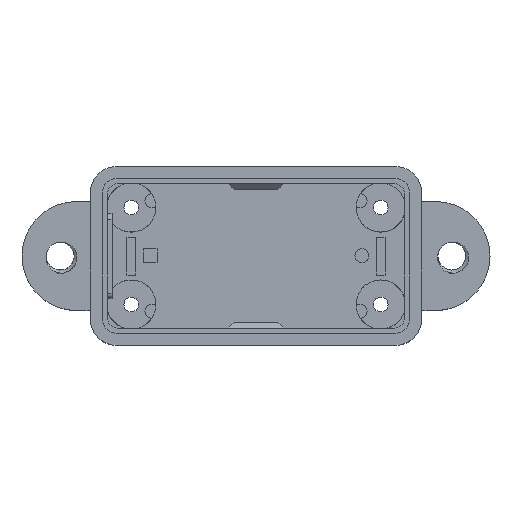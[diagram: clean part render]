
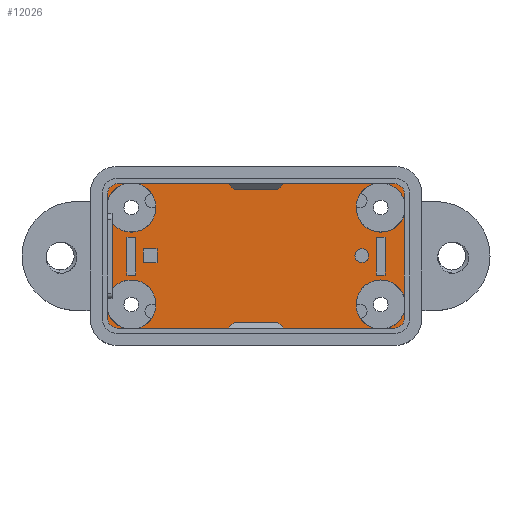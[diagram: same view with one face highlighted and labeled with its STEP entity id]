
A CAD part, top view. The second image highlights one B-rep face of the part: STEP entity #12026.
In plain terms, the highlighted planar face has unit normal (0, 0, 1).
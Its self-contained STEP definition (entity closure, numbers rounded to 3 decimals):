
#81=FACE_BOUND('',#1972,.T.);
#82=FACE_BOUND('',#1973,.T.);
#83=FACE_BOUND('',#1974,.T.);
#84=FACE_BOUND('',#1975,.T.);
#85=FACE_BOUND('',#1976,.T.);
#86=FACE_BOUND('',#1977,.T.);
#87=FACE_BOUND('',#1978,.T.);
#88=FACE_BOUND('',#1979,.T.);
#311=PLANE('',#12527);
#1277=FACE_OUTER_BOUND('',#1971,.T.);
#1971=EDGE_LOOP('',(#11234,#11235,#11236,#11237,#11238,#11239,#11240,#11241));
#1972=EDGE_LOOP('',(#11242,#11243,#11244,#11245));
#1973=EDGE_LOOP('',(#11246));
#1974=EDGE_LOOP('',(#11247,#11248,#11249,#11250));
#1975=EDGE_LOOP('',(#11251,#11252,#11253,#11254));
#1976=EDGE_LOOP('',(#11255));
#1977=EDGE_LOOP('',(#11256));
#1978=EDGE_LOOP('',(#11257));
#1979=EDGE_LOOP('',(#11258));
#2081=CIRCLE('',#12233,4.5);
#2083=CIRCLE('',#12247,1.25);
#2104=CIRCLE('',#12355,4.5);
#2114=CIRCLE('',#12377,4.5);
#2115=CIRCLE('',#12379,4.5);
#2156=CIRCLE('',#12528,2.5);
#2157=CIRCLE('',#12529,2.5);
#2158=CIRCLE('',#12530,2.5);
#2159=CIRCLE('',#12531,2.5);
#2876=LINE('',#17726,#3805);
#2910=LINE('',#18303,#3839);
#3052=LINE('',#18748,#3981);
#3055=LINE('',#18753,#3984);
#3057=LINE('',#18757,#3986);
#3059=LINE('',#18760,#3988);
#3061=LINE('',#18768,#3990);
#3065=LINE('',#18776,#3994);
#3068=LINE('',#18782,#3997);
#3071=LINE('',#18787,#4000);
#3073=LINE('',#18793,#4002);
#3077=LINE('',#18801,#4006);
#3080=LINE('',#18807,#4009);
#3083=LINE('',#18812,#4012);
#3783=LINE('',#26704,#4712);
#3784=LINE('',#26708,#4713);
#3805=VECTOR('',#12634,10.);
#3839=VECTOR('',#12716,10.);
#3981=VECTOR('',#13132,10.);
#3984=VECTOR('',#13137,10.);
#3986=VECTOR('',#13141,10.);
#3988=VECTOR('',#13145,10.);
#3990=VECTOR('',#13153,10.);
#3994=VECTOR('',#13159,10.);
#3997=VECTOR('',#13164,10.);
#4000=VECTOR('',#13169,10.);
#4002=VECTOR('',#13175,10.);
#4006=VECTOR('',#13181,10.);
#4009=VECTOR('',#13186,10.);
#4012=VECTOR('',#13191,10.);
#4712=VECTOR('',#14437,10.);
#4713=VECTOR('',#14442,10.);
#4776=VERTEX_POINT('',#17724);
#4777=VERTEX_POINT('',#17725);
#4895=VERTEX_POINT('',#18300);
#4896=VERTEX_POINT('',#18302);
#5029=VERTEX_POINT('',#18710);
#5041=VERTEX_POINT('',#18746);
#5042=VERTEX_POINT('',#18747);
#5043=VERTEX_POINT('',#18752);
#5044=VERTEX_POINT('',#18756);
#5045=VERTEX_POINT('',#18762);
#5046=VERTEX_POINT('',#18766);
#5047=VERTEX_POINT('',#18767);
#5050=VERTEX_POINT('',#18775);
#5052=VERTEX_POINT('',#18781);
#5054=VERTEX_POINT('',#18791);
#5055=VERTEX_POINT('',#18792);
#5058=VERTEX_POINT('',#18800);
#5060=VERTEX_POINT('',#18806);
#5458=VERTEX_POINT('',#22310);
#5471=VERTEX_POINT('',#22358);
#5472=VERTEX_POINT('',#22362);
#5902=VERTEX_POINT('',#26699);
#5903=VERTEX_POINT('',#26701);
#5904=VERTEX_POINT('',#26703);
#5905=VERTEX_POINT('',#26706);
#5987=EDGE_CURVE('',#4776,#4777,#2876,.T.);
#6115=EDGE_CURVE('',#4896,#4895,#2910,.T.);
#6312=EDGE_CURVE('',#5029,#5029,#2081,.T.);
#6327=EDGE_CURVE('',#5041,#5042,#3052,.T.);
#6330=EDGE_CURVE('',#5043,#5041,#3055,.T.);
#6332=EDGE_CURVE('',#5044,#5043,#3057,.T.);
#6334=EDGE_CURVE('',#5042,#5044,#3059,.T.);
#6335=EDGE_CURVE('',#5045,#5045,#2083,.T.);
#6337=EDGE_CURVE('',#5046,#5047,#3061,.T.);
#6341=EDGE_CURVE('',#5047,#5050,#3065,.T.);
#6344=EDGE_CURVE('',#5050,#5052,#3068,.T.);
#6347=EDGE_CURVE('',#5052,#5046,#3071,.T.);
#6349=EDGE_CURVE('',#5054,#5055,#3073,.T.);
#6353=EDGE_CURVE('',#5055,#5058,#3077,.T.);
#6356=EDGE_CURVE('',#5058,#5060,#3080,.T.);
#6359=EDGE_CURVE('',#5060,#5054,#3083,.T.);
#6954=EDGE_CURVE('',#5458,#5458,#2104,.T.);
#6977=EDGE_CURVE('',#5471,#5471,#2114,.T.);
#6979=EDGE_CURVE('',#5472,#5472,#2115,.T.);
#7695=EDGE_CURVE('',#5902,#4776,#2156,.T.);
#7696=EDGE_CURVE('',#4777,#5903,#2157,.T.);
#7697=EDGE_CURVE('',#5903,#5904,#3783,.T.);
#7698=EDGE_CURVE('',#5904,#4896,#2158,.T.);
#7699=EDGE_CURVE('',#4895,#5905,#2159,.T.);
#7700=EDGE_CURVE('',#5905,#5902,#3784,.T.);
#11234=ORIENTED_EDGE('',*,*,#7695,.T.);
#11235=ORIENTED_EDGE('',*,*,#5987,.T.);
#11236=ORIENTED_EDGE('',*,*,#7696,.T.);
#11237=ORIENTED_EDGE('',*,*,#7697,.T.);
#11238=ORIENTED_EDGE('',*,*,#7698,.T.);
#11239=ORIENTED_EDGE('',*,*,#6115,.T.);
#11240=ORIENTED_EDGE('',*,*,#7699,.T.);
#11241=ORIENTED_EDGE('',*,*,#7700,.T.);
#11242=ORIENTED_EDGE('',*,*,#6327,.T.);
#11243=ORIENTED_EDGE('',*,*,#6334,.T.);
#11244=ORIENTED_EDGE('',*,*,#6332,.T.);
#11245=ORIENTED_EDGE('',*,*,#6330,.T.);
#11246=ORIENTED_EDGE('',*,*,#6335,.T.);
#11247=ORIENTED_EDGE('',*,*,#6337,.T.);
#11248=ORIENTED_EDGE('',*,*,#6341,.T.);
#11249=ORIENTED_EDGE('',*,*,#6344,.T.);
#11250=ORIENTED_EDGE('',*,*,#6347,.T.);
#11251=ORIENTED_EDGE('',*,*,#6349,.T.);
#11252=ORIENTED_EDGE('',*,*,#6353,.T.);
#11253=ORIENTED_EDGE('',*,*,#6356,.T.);
#11254=ORIENTED_EDGE('',*,*,#6359,.T.);
#11255=ORIENTED_EDGE('',*,*,#6979,.T.);
#11256=ORIENTED_EDGE('',*,*,#6977,.T.);
#11257=ORIENTED_EDGE('',*,*,#6312,.T.);
#11258=ORIENTED_EDGE('',*,*,#6954,.T.);
#12026=ADVANCED_FACE('',(#1277,#81,#82,#83,#84,#85,#86,#87,#88),#311,.T.);
#12233=AXIS2_PLACEMENT_3D('',#18712,#13099,#13100);
#12247=AXIS2_PLACEMENT_3D('',#18763,#13148,#13149);
#12355=AXIS2_PLACEMENT_3D('',#22312,#13692,#13693);
#12377=AXIS2_PLACEMENT_3D('',#22360,#13749,#13750);
#12379=AXIS2_PLACEMENT_3D('',#22364,#13754,#13755);
#12527=AXIS2_PLACEMENT_3D('',#26698,#14431,#14432);
#12528=AXIS2_PLACEMENT_3D('',#26700,#14433,#14434);
#12529=AXIS2_PLACEMENT_3D('',#26702,#14435,#14436);
#12530=AXIS2_PLACEMENT_3D('',#26705,#14438,#14439);
#12531=AXIS2_PLACEMENT_3D('',#26707,#14440,#14441);
#12634=DIRECTION('',(0.,1.,0.));
#12716=DIRECTION('',(0.,-1.,0.));
#13099=DIRECTION('center_axis',(0.,0.,-1.));
#13100=DIRECTION('ref_axis',(1.,0.,0.));
#13132=DIRECTION('',(-1.,0.,0.));
#13137=DIRECTION('',(0.,-1.,0.));
#13141=DIRECTION('',(1.,0.,0.));
#13145=DIRECTION('',(0.,1.,0.));
#13148=DIRECTION('center_axis',(0.,0.,-1.));
#13149=DIRECTION('ref_axis',(-1.,0.,0.));
#13153=DIRECTION('',(0.,-1.,0.));
#13159=DIRECTION('',(-1.,0.,0.));
#13164=DIRECTION('',(0.,1.,0.));
#13169=DIRECTION('',(1.,0.,0.));
#13175=DIRECTION('',(1.,0.,0.));
#13181=DIRECTION('',(0.,-1.,0.));
#13186=DIRECTION('',(-1.,0.,0.));
#13191=DIRECTION('',(0.,1.,0.));
#13692=DIRECTION('center_axis',(0.,0.,-1.));
#13693=DIRECTION('ref_axis',(1.,0.,0.));
#13749=DIRECTION('center_axis',(0.,0.,-1.));
#13750=DIRECTION('ref_axis',(1.,0.,0.));
#13754=DIRECTION('center_axis',(0.,0.,-1.));
#13755=DIRECTION('ref_axis',(1.,0.,0.));
#14431=DIRECTION('center_axis',(0.,0.,1.));
#14432=DIRECTION('ref_axis',(1.,0.,0.));
#14433=DIRECTION('center_axis',(0.,0.,1.));
#14434=DIRECTION('ref_axis',(0.707,-0.707,0.));
#14435=DIRECTION('center_axis',(0.,0.,1.));
#14436=DIRECTION('ref_axis',(0.707,0.707,0.));
#14437=DIRECTION('',(-1.,0.,0.));
#14438=DIRECTION('center_axis',(0.,0.,1.));
#14439=DIRECTION('ref_axis',(-0.707,0.707,0.));
#14440=DIRECTION('center_axis',(0.,0.,1.));
#14441=DIRECTION('ref_axis',(-0.707,-0.707,0.));
#14442=DIRECTION('',(1.,0.,0.));
#17724=CARTESIAN_POINT('',(-15.101,5.,2.));
#17725=CARTESIAN_POINT('',(-15.101,27.86,2.));
#17726=CARTESIAN_POINT('',(-15.101,8.215,2.));
#18300=CARTESIAN_POINT('',(-70.901,5.,2.));
#18302=CARTESIAN_POINT('',(-70.901,27.86,2.));
#18303=CARTESIAN_POINT('',(-70.901,24.645,2.));
#18710=CARTESIAN_POINT('',(-70.361,25.32,2.));
#18712=CARTESIAN_POINT('Origin',(-65.861,25.32,2.));
#18746=CARTESIAN_POINT('',(-61.151,15.25,2.));
#18747=CARTESIAN_POINT('',(-63.651,15.25,2.));
#18748=CARTESIAN_POINT('',(-52.076,15.25,2.));
#18752=CARTESIAN_POINT('',(-61.151,17.75,2.));
#18753=CARTESIAN_POINT('',(-61.151,17.09,2.));
#18756=CARTESIAN_POINT('',(-63.651,17.75,2.));
#18757=CARTESIAN_POINT('',(-53.326,17.75,2.));
#18760=CARTESIAN_POINT('',(-63.651,15.84,2.));
#18762=CARTESIAN_POINT('',(-22.351,16.5,2.));
#18763=CARTESIAN_POINT('Origin',(-23.601,16.5,2.));
#18766=CARTESIAN_POINT('',(-19.341,19.912,2.));
#18767=CARTESIAN_POINT('',(-19.341,12.949,2.));
#18768=CARTESIAN_POINT('',(-19.341,14.689,2.));
#18775=CARTESIAN_POINT('',(-20.941,12.949,2.));
#18776=CARTESIAN_POINT('',(-31.971,12.949,2.));
#18781=CARTESIAN_POINT('',(-20.941,19.912,2.));
#18782=CARTESIAN_POINT('',(-20.941,18.171,2.));
#18787=CARTESIAN_POINT('',(-31.171,19.912,2.));
#18791=CARTESIAN_POINT('',(-66.661,19.912,2.));
#18792=CARTESIAN_POINT('',(-65.061,19.912,2.));
#18793=CARTESIAN_POINT('',(-54.031,19.912,2.));
#18800=CARTESIAN_POINT('',(-65.061,12.949,2.));
#18801=CARTESIAN_POINT('',(-65.061,14.689,2.));
#18806=CARTESIAN_POINT('',(-66.661,12.949,2.));
#18807=CARTESIAN_POINT('',(-54.831,12.949,2.));
#18812=CARTESIAN_POINT('',(-66.661,18.171,2.));
#22310=CARTESIAN_POINT('',(-24.641,25.32,2.));
#22312=CARTESIAN_POINT('Origin',(-20.141,25.32,2.));
#22358=CARTESIAN_POINT('',(-70.361,7.54,2.));
#22360=CARTESIAN_POINT('Origin',(-65.861,7.54,2.));
#22362=CARTESIAN_POINT('',(-24.641,7.54,2.));
#22364=CARTESIAN_POINT('Origin',(-20.141,7.54,2.));
#26698=CARTESIAN_POINT('Origin',(-43.001,16.43,2.));
#26699=CARTESIAN_POINT('',(-17.601,2.5,2.));
#26700=CARTESIAN_POINT('Origin',(-17.601,5.,2.));
#26701=CARTESIAN_POINT('',(-17.601,30.36,2.));
#26702=CARTESIAN_POINT('Origin',(-17.601,27.86,2.));
#26703=CARTESIAN_POINT('',(-68.401,30.36,2.));
#26704=CARTESIAN_POINT('',(-27.801,30.36,2.));
#26705=CARTESIAN_POINT('Origin',(-68.401,27.86,2.));
#26706=CARTESIAN_POINT('',(-68.401,2.5,2.));
#26707=CARTESIAN_POINT('Origin',(-68.401,5.,2.));
#26708=CARTESIAN_POINT('',(-58.201,2.5,2.));
